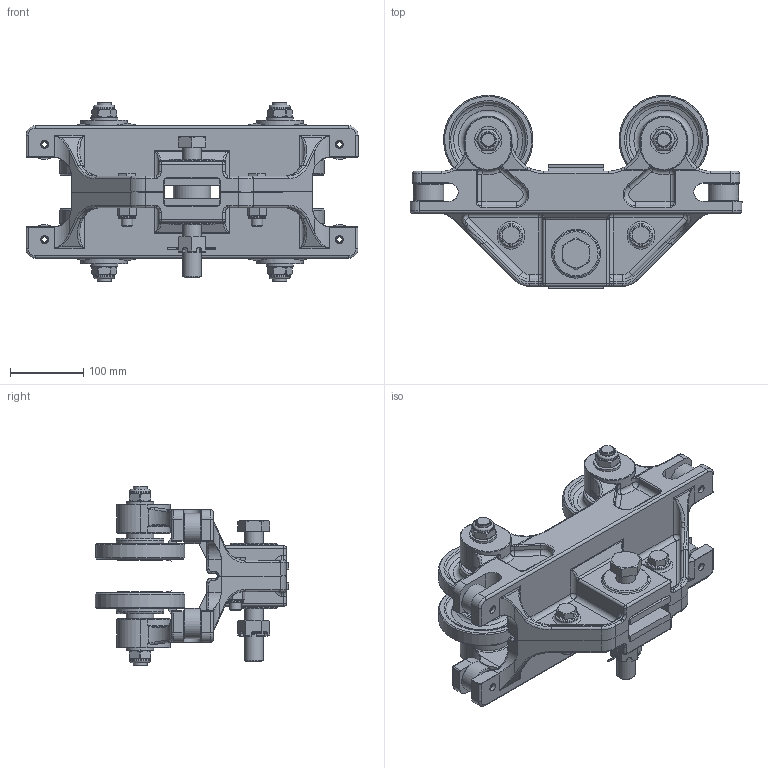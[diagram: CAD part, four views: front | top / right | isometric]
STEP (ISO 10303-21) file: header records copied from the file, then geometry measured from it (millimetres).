
FILE_DESCRIPTION((''),'2;1');
FILE_NAME('10060 BT-325-10 TROLLEY.stp','2011-03-31T08:42:13',('jholman'),(''),'Autodesk Inventor 2011','Autodesk Inventor 2011','');
FILE_SCHEMA(('AUTOMOTIVE_DESIGN { 1 0 10303 214 1 1 1 1 }'));
Length unit declared in the file: inch
Products named in the file (20): 10060; 3D11U4B4D; 3D11Y4C4A; 3D11Z2B4A; Hex Cap Screw - UNC (Regular Thread - Inch) 1-8 UNC - 7; Slotted Hex Nut - UNC (Regular Thread - Inch) 1 - 8; 3D11W4C4A; Pin - Slotted Spring (Inch) 7/16 x 2; 3D11H3C4C; 3D1147B4C; 3D11C9B4B; 3D11C6B4A; 3D11S6B4B; 3D11I7B4B; 3D11G3B4A; 3D1154G4D; 3D11V7B4C; Hex Cap Screw - Inch 5/8-11 UNC - 2.5; 3D1191G4A; Circular Washer (Inch) 5/8
Assembly tree (45 placements, depth 3):
  10060
    3D11U4B4D  x2
    3D11Y4C4A
    3D11Z2B4A
    Hex Cap Screw - UNC (Regular Thread - Inch) 1-8 UNC - 7
    Slotted Hex Nut - UNC (Regular Thread - Inch) 1 - 8
    3D11W4C4A  x4
    Pin - Slotted Spring (Inch) 7/16 x 2  x4
    3D11H3C4C  x4
      3D1147B4C
      3D11C9B4B
      3D11C6B4A
    3D11S6B4B  x4
    3D11I7B4B  x4
    3D11G3B4A  x4
    3D1154G4D  x4
    3D11V7B4C  x2
    Hex Cap Screw - Inch 5/8-11 UNC - 2.5  x2
    3D1191G4A  x2
    Circular Washer (Inch) 5/8  x2
Bounding box: 454.02 x 264.32 x 245.29 mm (x, y, z)
Volume: 4378923.6 mm3; surface area: 877832.3 mm2
Topology: 50 solids, 50 shells, 2095 faces, 4852 edges, 2810 vertices
Faces by surface type: cylinder 680, plane 449, bspline 426, torus 302, cone 158, sphere 80
Full cylindrical faces by diameter (mm): 3.969 x1, 11.113 x12, 13.386 x2, 13.843 x2, 15.875 x2, 16.272 x4, 17.374 x2, 17.475 x6, 17.602 x4, 18.974 x4, 19.05 x12, 19.447 x4, 19.964 x4, 21.431 x2, 21.971 x1, 23.114 x2, 25.4 x1, 26.988 x2, 28.577 x4, 31.75 x5, 33.35 x2, 34.29 x1, 41.275 x4, 50.8 x1, 52.057 x8, 55.118 x4, 65.088 x4, 122.237 x4
Entity records: 32126 total; most frequent: CARTESIAN_POINT 11058, DIRECTION 4312, ORIENTED_EDGE 4152, EDGE_CURVE 2076, AXIS2_PLACEMENT_3D 1842, VERTEX_POINT 1278, EDGE_LOOP 1082, CIRCLE 977
